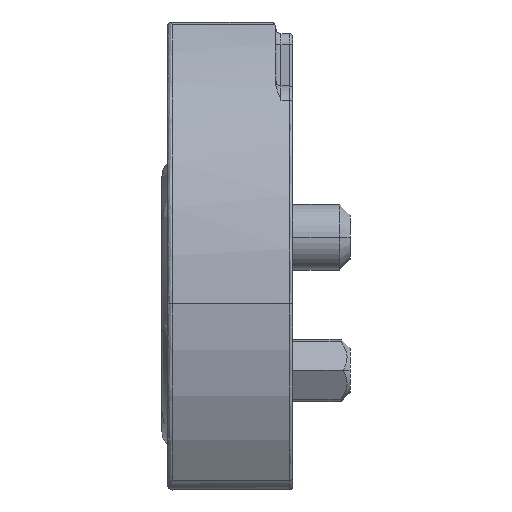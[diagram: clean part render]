
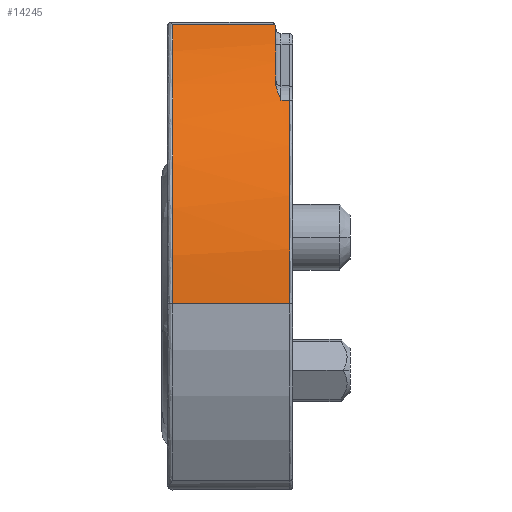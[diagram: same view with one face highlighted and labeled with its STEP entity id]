
A CAD part, left-side view. The second image highlights one B-rep face of the part: STEP entity #14245.
In plain terms, the highlighted cylindrical face has radius 7.618 mm (diameter 15.235 mm), a partial arc.
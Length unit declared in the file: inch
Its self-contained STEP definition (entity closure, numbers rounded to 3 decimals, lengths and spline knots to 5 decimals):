
#7754 = VERTEX_POINT ( 'NONE', #54014 ) ;
#7901 = VERTEX_POINT ( 'NONE', #54161 ) ;
#7917 = VERTEX_POINT ( 'NONE', #54177 ) ;
#7980 = VERTEX_POINT ( 'NONE', #54240 ) ;
#8271 = VERTEX_POINT ( 'NONE', #54529 ) ;
#8274 = VERTEX_POINT ( 'NONE', #54532 ) ;
#8276 = VERTEX_POINT ( 'NONE', #54534 ) ;
#8377 = VERTEX_POINT ( 'NONE', #54635 ) ;
#9760 = EDGE_LOOP ( 'NONE', ( #10643, #10644, #10645, #10646, #10648, #10650, #10652, #10654 ) ) ;
#10643 = ORIENTED_EDGE ( 'NONE', *, *, #37555, .F. ) ;
#10644 = ORIENTED_EDGE ( 'NONE', *, *, #37411, .T. ) ;
#10645 = ORIENTED_EDGE ( 'NONE', *, *, #37554, .T. ) ;
#10646 = ORIENTED_EDGE ( 'NONE', *, *, #37550, .F. ) ;
#10648 = ORIENTED_EDGE ( 'NONE', *, *, #37551, .F. ) ;
#10650 = ORIENTED_EDGE ( 'NONE', *, *, #37408, .T. ) ;
#10652 = ORIENTED_EDGE ( 'NONE', *, *, #37549, .T. ) ;
#10654 = ORIENTED_EDGE ( 'NONE', *, *, #37658, .T. ) ;
#14245 = ADVANCED_FACE ( 'NONE', ( #44256 ), #44265, .T. ) ;
#19078 = CIRCLE ( 'NONE', #26912, 0.29991 ) ;
#19088 = LINE ( 'NONE', #31985, #19091 ) ;
#19091 = VECTOR ( 'NONE', #31986, 39.37008 ) ;
#26912 = AXIS2_PLACEMENT_3D ( 'NONE', #31980, #31981, #31982 ) ;
#26980 = AXIS2_PLACEMENT_3D ( 'NONE', #32349, #32350, #32351 ) ;
#26981 = AXIS2_PLACEMENT_3D ( 'NONE', #32353, #32354, #32355 ) ;
#31980 = CARTESIAN_POINT ( 'NONE',  ( 1.84854, -0.102, 0.65888 ) ) ;
#31981 = DIRECTION ( 'NONE',  ( 0., 1., 0. ) ) ;
#31982 = DIRECTION ( 'NONE',  ( -1., 0., 0. ) ) ;
#31985 = CARTESIAN_POINT ( 'NONE',  ( 1.54864, -0.118, 0.65888 ) ) ;
#31986 = DIRECTION ( 'NONE',  ( 0., -1., 0. ) ) ;
#32325 = CARTESIAN_POINT ( 'NONE',  ( 1.63186, -0.102, 0.86623 ) ) ;
#32329 = CARTESIAN_POINT ( 'NONE',  ( 1.69906, -0.102, 0.91888 ) ) ;
#32330 = CARTESIAN_POINT ( 'NONE',  ( 1.70057, -0.102, 0.91975 ) ) ;
#32334 = CARTESIAN_POINT ( 'NONE',  ( 1.62991, -0.102, 0.8642 ) ) ;
#32335 = CARTESIAN_POINT ( 'NONE',  ( 1.70205, -0.10176, 0.92058 ) ) ;
#32336 = CARTESIAN_POINT ( 'NONE',  ( 1.70351, -0.10126, 0.92139 ) ) ;
#32337 = CARTESIAN_POINT ( 'NONE',  ( 1.61757, -0.118, 0.85018 ) ) ;
#32338 = DIRECTION ( 'NONE',  ( 0., -1., 0. ) ) ;
#32341 = CARTESIAN_POINT ( 'NONE',  ( 1.62769, -0.10253, 0.86184 ) ) ;
#32342 = CARTESIAN_POINT ( 'NONE',  ( 1.62291, -0.10434, 0.8565 ) ) ;
#32343 = CARTESIAN_POINT ( 'NONE',  ( 1.62037, -0.10561, 0.85357 ) ) ;
#32344 = CARTESIAN_POINT ( 'NONE',  ( 1.61757, -0.107, 0.85018 ) ) ;
#32349 = CARTESIAN_POINT ( 'NONE',  ( 1.84854, -0.115, 0.65888 ) ) ;
#32350 = DIRECTION ( 'NONE',  ( 0., 1., 0. ) ) ;
#32351 = DIRECTION ( 'NONE',  ( -1., 0., 0. ) ) ;
#32353 = CARTESIAN_POINT ( 'NONE',  ( 1.84854, -0.005, 0.65888 ) ) ;
#32354 = DIRECTION ( 'NONE',  ( 0., 1., 0. ) ) ;
#32355 = DIRECTION ( 'NONE',  ( -1., 0., 0. ) ) ;
#32666 = CARTESIAN_POINT ( 'NONE',  ( 1.70351, -0.118, 0.92139 ) ) ;
#32667 = DIRECTION ( 'NONE',  ( 0., 1., 0. ) ) ;
#32763 = LINE ( 'NONE', #32337, #32764 ) ;
#32764 = VECTOR ( 'NONE', #32338, 39.37008 ) ;
#32766 = CIRCLE ( 'NONE', #26980, 0.29991 ) ;
#32768 = CIRCLE ( 'NONE', #26981, 0.29991 ) ;
#32890 = LINE ( 'NONE', #32666, #32892 ) ;
#32892 = VECTOR ( 'NONE', #32667, 39.37008 ) ;
#37408 = EDGE_CURVE ( 'NONE', #7917, #8274, #19078, .T. ) ;
#37411 = EDGE_CURVE ( 'NONE', #8377, #7754, #19088, .T. ) ;
#37549 = EDGE_CURVE ( 'NONE', #8274, #8271, #51808, .T. ) ;
#37550 = EDGE_CURVE ( 'NONE', #7901, #8276, #32763, .T. ) ;
#37551 = EDGE_CURVE ( 'NONE', #7917, #7901, #51809, .T. ) ;
#37554 = EDGE_CURVE ( 'NONE', #7754, #8276, #32766, .T. ) ;
#37555 = EDGE_CURVE ( 'NONE', #8377, #7980, #32768, .T. ) ;
#37658 = EDGE_CURVE ( 'NONE', #8271, #7980, #32890, .T. ) ;
#42291 = AXIS2_PLACEMENT_3D ( 'NONE', #47587, #47590, #47609 ) ;
#44256 = FACE_OUTER_BOUND ( 'NONE', #9760, .T. ) ;
#44265 = CYLINDRICAL_SURFACE ( 'NONE', #42291, 0.29991 ) ;
#47587 = CARTESIAN_POINT ( 'NONE',  ( 1.84854, -0.118, 0.65888 ) ) ;
#47590 = DIRECTION ( 'NONE',  ( 0., -1., 0. ) ) ;
#47609 = DIRECTION ( 'NONE',  ( -1., 0., 0. ) ) ;
#51808 = B_SPLINE_CURVE_WITH_KNOTS ( 'NONE', 3,
 ( #32329, #32330, #32335, #32336 ),
 .UNSPECIFIED., .F., .F.,
 ( 4, 4 ),
 ( 0., 0.00013 ),
 .UNSPECIFIED. ) ;
#51809 = B_SPLINE_CURVE_WITH_KNOTS ( 'NONE', 3,
 ( #32325, #32334, #32341, #32342, #32343, #32344 ),
 .UNSPECIFIED., .F., .F.,
 ( 4, 2, 4 ),
 ( 0., 0.5, 1. ),
 .UNSPECIFIED. ) ;
#54014 = CARTESIAN_POINT ( 'NONE',  ( 1.54864, -0.115, 0.65888 ) ) ;
#54161 = CARTESIAN_POINT ( 'NONE',  ( 1.61757, -0.107, 0.85018 ) ) ;
#54177 = CARTESIAN_POINT ( 'NONE',  ( 1.63186, -0.102, 0.86623 ) ) ;
#54240 = CARTESIAN_POINT ( 'NONE',  ( 1.70351, -0.005, 0.92139 ) ) ;
#54529 = CARTESIAN_POINT ( 'NONE',  ( 1.70351, -0.10126, 0.92139 ) ) ;
#54532 = CARTESIAN_POINT ( 'NONE',  ( 1.69906, -0.102, 0.91888 ) ) ;
#54534 = CARTESIAN_POINT ( 'NONE',  ( 1.61757, -0.115, 0.85018 ) ) ;
#54635 = CARTESIAN_POINT ( 'NONE',  ( 1.54864, -0.005, 0.65888 ) ) ;
